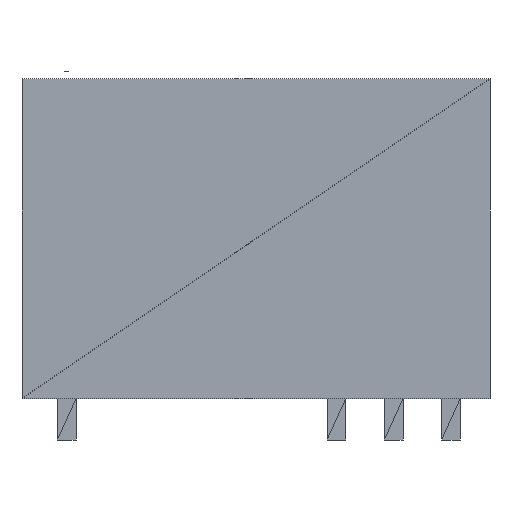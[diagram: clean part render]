
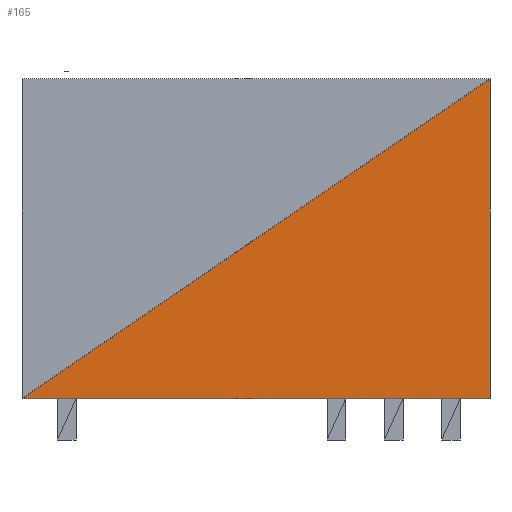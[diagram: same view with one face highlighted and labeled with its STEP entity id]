
A CAD part, left-side view. The second image highlights one B-rep face of the part: STEP entity #165.
In plain terms, the highlighted planar face has unit normal (-1, 0, 0).
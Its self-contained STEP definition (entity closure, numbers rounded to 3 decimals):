
#165=ADVANCED_FACE('',(#166),#192,.F.);
#166=FACE_OUTER_BOUND('',#167,.T.);
#167=EDGE_LOOP('',(#168,#170,#172));
#168=ORIENTED_EDGE('',*,*,#169,.T.);
#169=EDGE_CURVE('',#174,#176,#178,.T.);
#170=ORIENTED_EDGE('',*,*,#171,.T.);
#171=EDGE_CURVE('',#176,#182,#184,.T.);
#172=ORIENTED_EDGE('',*,*,#173,.T.);
#173=EDGE_CURVE('',#182,#174,#188,.T.);
#174=VERTEX_POINT('',#175);
#175=CARTESIAN_POINT('',(-10.198,25.908,0.0));
#176=VERTEX_POINT('',#177);
#177=CARTESIAN_POINT('',(-10.198,-2.743,19.583));
#178=LINE('',#179,#180);
#179=CARTESIAN_POINT('',(-10.198,25.908,0.0));
#180=VECTOR('',#181,1.0);
#181=DIRECTION('',(0.0,0.826,-0.564));
#182=VERTEX_POINT('',#183);
#183=CARTESIAN_POINT('',(-10.198,-2.743,0.0));
#184=LINE('',#185,#186);
#185=CARTESIAN_POINT('',(-10.198,-2.743,19.583));
#186=VECTOR('',#187,1.0);
#187=DIRECTION('',(0.0,0.0,1.0));
#188=LINE('',#189,#190);
#189=CARTESIAN_POINT('',(-10.198,-2.743,0.0));
#190=VECTOR('',#191,1.0);
#191=DIRECTION('',(0.0,-1.0,0.0));
#192=PLANE('',#193);
#193=AXIS2_PLACEMENT_3D('',#194,#195,#196);
#194=CARTESIAN_POINT('',(-10.198,-2.743,19.583));
#195=DIRECTION('',(1.0,0.0,0.0));
#196=DIRECTION('',(0.0,1.0,0.0));
